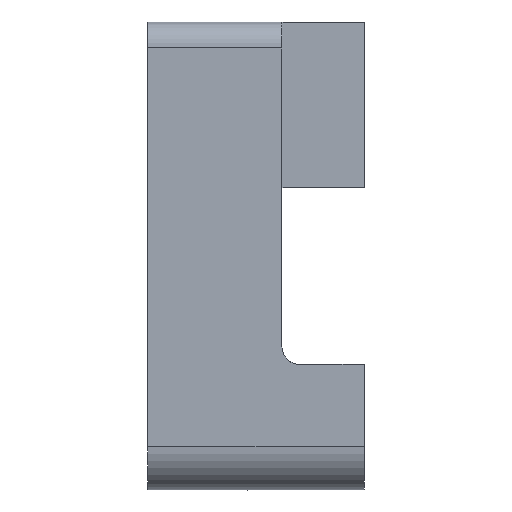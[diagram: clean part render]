
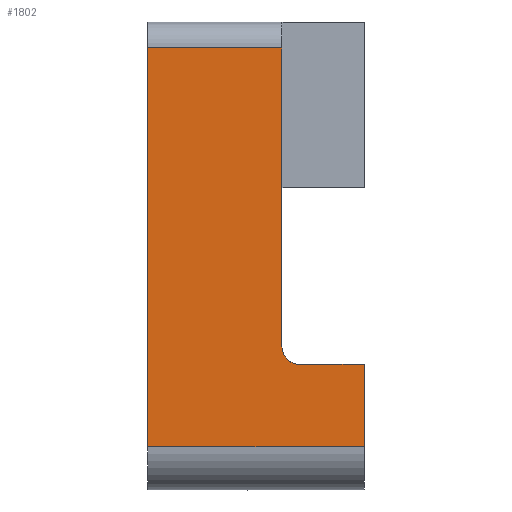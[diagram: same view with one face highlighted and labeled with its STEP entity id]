
A CAD part, left-side view. The second image highlights one B-rep face of the part: STEP entity #1802.
In plain terms, the highlighted planar face has unit normal (-1, 0, 0).
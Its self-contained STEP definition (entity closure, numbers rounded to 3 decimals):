
#4 = CARTESIAN_POINT ( 'NONE',  ( 25.4, 27.45, -353.5 ) ) ;
#22 = FACE_OUTER_BOUND ( 'NONE', #1757, .T. ) ;
#118 = ORIENTED_EDGE ( 'NONE', *, *, #599, .F. ) ;
#137 = CIRCLE ( 'NONE', #964, 2. ) ;
#160 = CARTESIAN_POINT ( 'NONE',  ( 25.4, 52.45, -317. ) ) ;
#273 = ORIENTED_EDGE ( 'NONE', *, *, #632, .T. ) ;
#320 = ORIENTED_EDGE ( 'NONE', *, *, #1380, .T. ) ;
#383 = ORIENTED_EDGE ( 'NONE', *, *, #2154, .T. ) ;
#395 = DIRECTION ( 'NONE',  ( 1., 0., 0. ) ) ;
#422 = VECTOR ( 'NONE', #1912, 1000. ) ;
#426 = CARTESIAN_POINT ( 'NONE',  ( 25.4, 36.95, -363. ) ) ;
#496 = DIRECTION ( 'NONE',  ( 0., -1., 0. ) ) ;
#555 = LINE ( 'NONE', #1229, #611 ) ;
#599 = EDGE_CURVE ( 'NONE', #678, #2239, #1223, .T. ) ;
#611 = VECTOR ( 'NONE', #1410, 1000. ) ;
#632 = EDGE_CURVE ( 'NONE', #678, #1158, #137, .T. ) ;
#633 = DIRECTION ( 'NONE',  ( 1., 0., 0. ) ) ;
#678 = VERTEX_POINT ( 'NONE', #2368 ) ;
#680 = CARTESIAN_POINT ( 'NONE',  ( 25.4, 37.95, -317. ) ) ;
#690 = VECTOR ( 'NONE', #1700, 1000. ) ;
#695 = LINE ( 'NONE', #1089, #816 ) ;
#708 = VERTEX_POINT ( 'NONE', #2361 ) ;
#755 = LINE ( 'NONE', #2048, #690 ) ;
#759 = VECTOR ( 'NONE', #496, 1000. ) ;
#785 = VERTEX_POINT ( 'NONE', #1421 ) ;
#816 = VECTOR ( 'NONE', #2074, 1000. ) ;
#964 = AXIS2_PLACEMENT_3D ( 'NONE', #1762, #633, #2181 ) ;
#1089 = CARTESIAN_POINT ( 'NONE',  ( 25.4, 52.45, -363. ) ) ;
#1134 = CARTESIAN_POINT ( 'NONE',  ( 25.4, 36.95, -351.5 ) ) ;
#1158 = VERTEX_POINT ( 'NONE', #1134 ) ;
#1170 = VECTOR ( 'NONE', #2308, 1000. ) ;
#1223 = LINE ( 'NONE', #1744, #1170 ) ;
#1227 = EDGE_CURVE ( 'NONE', #1853, #785, #755, .T. ) ;
#1229 = CARTESIAN_POINT ( 'NONE',  ( 25.4, 27.45, 0. ) ) ;
#1380 = EDGE_CURVE ( 'NONE', #1158, #708, #2169, .T. ) ;
#1410 = DIRECTION ( 'NONE',  ( 0., 0., 1. ) ) ;
#1421 = CARTESIAN_POINT ( 'NONE',  ( 25.4, 27.45, -363. ) ) ;
#1515 = PLANE ( 'NONE',  #1541 ) ;
#1525 = CARTESIAN_POINT ( 'NONE',  ( 25.4, 36.95, 0. ) ) ;
#1534 = CARTESIAN_POINT ( 'NONE',  ( 25.4, 52.45, -363. ) ) ;
#1539 = DIRECTION ( 'NONE',  ( 0., 0., -1. ) ) ;
#1541 = AXIS2_PLACEMENT_3D ( 'NONE', #1525, #395, #1539 ) ;
#1626 = EDGE_CURVE ( 'NONE', #1853, #1735, #695, .T. ) ;
#1700 = DIRECTION ( 'NONE',  ( 0., -1., 0. ) ) ;
#1735 = VERTEX_POINT ( 'NONE', #160 ) ;
#1744 = CARTESIAN_POINT ( 'NONE',  ( 25.4, 36.95, -353.5 ) ) ;
#1757 = EDGE_LOOP ( 'NONE', ( #383, #118, #273, #320, #2098, #1933, #2249 ) ) ;
#1762 = CARTESIAN_POINT ( 'NONE',  ( 25.4, 34.95, -351.5 ) ) ;
#1802 = ADVANCED_FACE ( 'NONE', ( #22 ), #1515, .F. ) ;
#1853 = VERTEX_POINT ( 'NONE', #1534 ) ;
#1912 = DIRECTION ( 'NONE',  ( 0., 0., 1. ) ) ;
#1933 = ORIENTED_EDGE ( 'NONE', *, *, #1626, .F. ) ;
#1991 = LINE ( 'NONE', #680, #759 ) ;
#2048 = CARTESIAN_POINT ( 'NONE',  ( 25.4, 36.95, -363. ) ) ;
#2074 = DIRECTION ( 'NONE',  ( 0., 0., 1. ) ) ;
#2075 = EDGE_CURVE ( 'NONE', #1735, #708, #1991, .T. ) ;
#2098 = ORIENTED_EDGE ( 'NONE', *, *, #2075, .F. ) ;
#2154 = EDGE_CURVE ( 'NONE', #785, #2239, #555, .T. ) ;
#2169 = LINE ( 'NONE', #426, #422 ) ;
#2181 = DIRECTION ( 'NONE',  ( 0., 0., -1. ) ) ;
#2239 = VERTEX_POINT ( 'NONE', #4 ) ;
#2249 = ORIENTED_EDGE ( 'NONE', *, *, #1227, .T. ) ;
#2308 = DIRECTION ( 'NONE',  ( 0., -1., 0. ) ) ;
#2361 = CARTESIAN_POINT ( 'NONE',  ( 25.4, 36.95, -317. ) ) ;
#2368 = CARTESIAN_POINT ( 'NONE',  ( 25.4, 34.95, -353.5 ) ) ;
